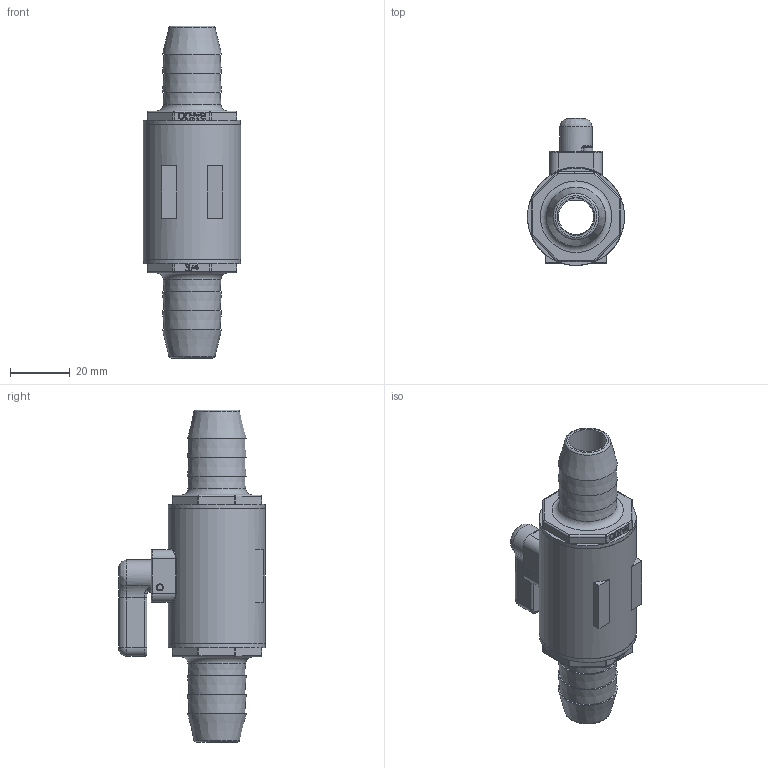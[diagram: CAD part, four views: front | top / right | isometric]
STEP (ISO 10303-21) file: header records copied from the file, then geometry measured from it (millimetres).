
FILE_DESCRIPTION((''),'2;1');
FILE_NAME('LVHB075V.stp','2012-09-12T09:43:50',('areid'),(''),'Autodesk Inventor 2012','Autodesk Inventor 2012','');
FILE_SCHEMA(('AUTOMOTIVE_DESIGN { 1 0 10303 214 1 1 1 1 }'));
Length unit declared in the file: inch
Products named in the file (9): LVHB075V; LV050SUBV; LV05254A; LV02153B; AQ010V; WS10002; LEV05255; LVHB07256; LV05258V
Assembly tree (10 placements, depth 3):
  LVHB075V
    LV050SUBV
      LV05254A
      LV02153B
      AQ010V
      WS10002
      LEV05255
    LVHB07256  x2
    LV05258V  x2
Bounding box: 32.64 x 49.36 x 111.56 mm (x, y, z)
Volume: 49550.9 mm3; surface area: 28845.1 mm2
Topology: 9 solids, 9 shells, 682 faces, 1698 edges, 1076 vertices
Faces by surface type: plane 288, bspline 155, cylinder 131, torus 50, cone 32, sphere 26
Full cylindrical faces by diameter (mm): 2.362 x3, 6.35 x1, 6.375 x1, 9.347 x1, 9.449 x1, 9.525 x1, 9.55 x1, 10.795 x1, 12.7 x2, 13.741 x2, 25.908 x2, 26.01 x2, 26.264 x2, 26.975 x2, 29.464 x2, 32.639 x3
Entity records: 17048 total; most frequent: CARTESIAN_POINT 6233, ORIENTED_EDGE 2246, DIRECTION 1958, EDGE_CURVE 1123, VERTEX_POINT 735, AXIS2_PLACEMENT_3D 729, EDGE_LOOP 590, VECTOR 500
